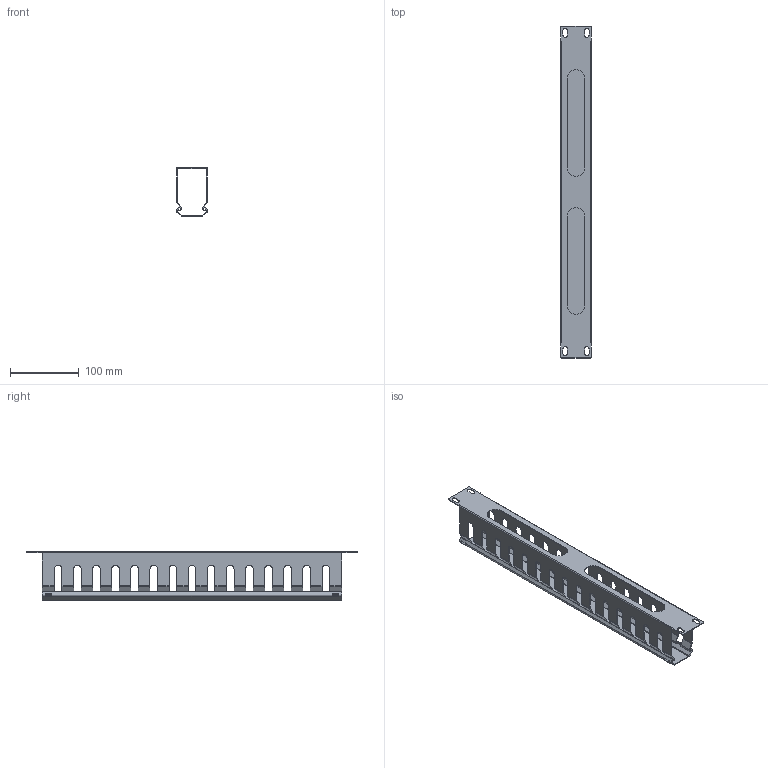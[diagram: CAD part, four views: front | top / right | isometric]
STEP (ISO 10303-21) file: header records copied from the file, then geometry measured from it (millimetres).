
FILE_DESCRIPTION (( 'STEP AP214' ), '1' );
FILE_NAME ('LC-SWMHRZDUCT1U-W_LC_3D.step', '2023-06-23T21:33:20', ( '' ), ( '' ), 'SwSTEP 2.0', 'SolidWorks 2022', '' );
FILE_SCHEMA (( 'AUTOMOTIVE_DESIGN' ));
Length unit declared in the file: millimetre
Products named in the file (3): LC-SWMHRZDUCT1U-W_LC_3D; Base^LC-SWMHRZDUCT1U-W_LC; Cover^LC-SWMHRZDUCT1U-W_LC
Assembly tree (2 placements, depth 2):
  LC-SWMHRZDUCT1U-W_LC_3D
    Base^LC-SWMHRZDUCT1U-W_LC
    Cover^LC-SWMHRZDUCT1U-W_LC
Bounding box: 45.63 x 483 x 70 mm (x, y, z)
Volume: 93244.1 mm3; surface area: 171237 mm2
Topology: 2 solids, 2 shells, 566 faces, 1710 edges, 1140 vertices
Faces by surface type: plane 366, cylinder 200
Entity records: 19324 total; most frequent: CARTESIAN_POINT 3421, ORIENTED_EDGE 3420, DIRECTION 3252, EDGE_CURVE 1710, LINE 1310, VECTOR 1310, VERTEX_POINT 1140, AXIS2_PLACEMENT_3D 971
